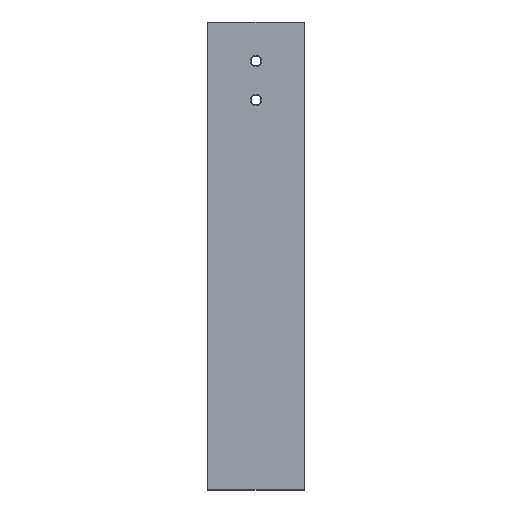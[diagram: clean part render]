
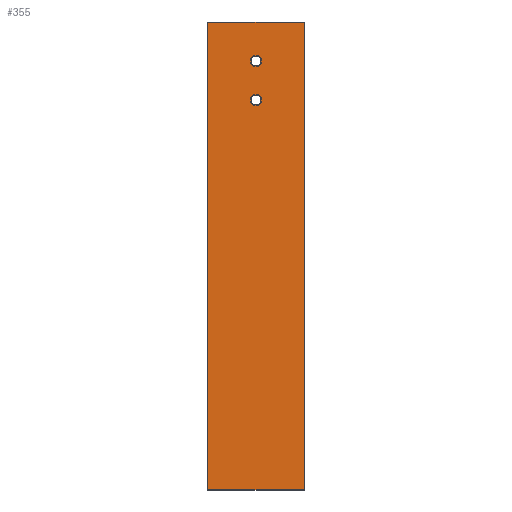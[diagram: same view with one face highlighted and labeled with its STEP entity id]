
A CAD part, top view. The second image highlights one B-rep face of the part: STEP entity #355.
In plain terms, the highlighted planar face has unit normal (0, 0, 1).
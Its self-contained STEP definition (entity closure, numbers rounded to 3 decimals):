
#128=DIRECTION('',(-1.,0.,0.));
#129=VECTOR('',#128,24.7);
#130=CARTESIAN_POINT('',(12.35,0.,1.5));
#131=LINE('',#130,#129);
#135=DIRECTION('',(0.,1.,0.));
#136=VECTOR('',#135,120.);
#137=CARTESIAN_POINT('',(-12.35,0.,1.5));
#138=LINE('',#137,#136);
#142=DIRECTION('',(1.,0.,0.));
#143=VECTOR('',#142,24.7);
#144=CARTESIAN_POINT('',(-12.35,120.,1.5));
#145=LINE('',#144,#143);
#149=DIRECTION('',(0.,-1.,0.));
#150=VECTOR('',#149,120.);
#151=CARTESIAN_POINT('',(12.35,120.,1.5));
#152=LINE('',#151,#150);
#156=CARTESIAN_POINT('',(0.,110.,1.5));
#157=DIRECTION('',(0.,0.,1.));
#158=DIRECTION('',(-1.,0.,0.));
#159=AXIS2_PLACEMENT_3D('',#156,#157,#158);
#164=CARTESIAN_POINT('',(0.,110.,1.5));
#165=DIRECTION('',(0.,0.,1.));
#166=DIRECTION('',(1.,0.,0.));
#167=AXIS2_PLACEMENT_3D('',#164,#165,#166);
#172=CARTESIAN_POINT('',(0.,100.,1.5));
#173=DIRECTION('',(0.,0.,1.));
#174=DIRECTION('',(-1.,0.,0.));
#175=AXIS2_PLACEMENT_3D('',#172,#173,#174);
#180=CARTESIAN_POINT('',(0.,100.,1.5));
#181=DIRECTION('',(0.,0.,1.));
#182=DIRECTION('',(1.,0.,0.));
#183=AXIS2_PLACEMENT_3D('',#180,#181,#182);
#232=CARTESIAN_POINT('',(-12.35,0.,1.5));
#233=VERTEX_POINT('',#232);
#234=CARTESIAN_POINT('',(12.35,0.,1.5));
#235=VERTEX_POINT('',#234);
#236=CARTESIAN_POINT('',(-12.35,120.,1.5));
#237=VERTEX_POINT('',#236);
#238=CARTESIAN_POINT('',(12.35,120.,1.5));
#239=VERTEX_POINT('',#238);
#240=CARTESIAN_POINT('',(-1.25,110.,1.5));
#241=CARTESIAN_POINT('',(1.25,110.,1.5));
#242=VERTEX_POINT('',#240);
#243=VERTEX_POINT('',#241);
#244=CARTESIAN_POINT('',(-1.25,100.,1.5));
#245=CARTESIAN_POINT('',(1.25,100.,1.5));
#246=VERTEX_POINT('',#244);
#247=VERTEX_POINT('',#245);
#332=CARTESIAN_POINT('',(0.,0.,1.5));
#333=DIRECTION('',(0.,0.,1.));
#334=DIRECTION('',(1.,0.,0.));
#335=AXIS2_PLACEMENT_3D('',#332,#333,#334);
#336=PLANE('',#335);
#337=ORIENTED_EDGE('',*,*,#284,.T.);
#338=ORIENTED_EDGE('',*,*,#299,.T.);
#339=ORIENTED_EDGE('',*,*,#313,.T.);
#340=ORIENTED_EDGE('',*,*,#326,.T.);
#341=EDGE_LOOP('',(#337,#338,#339,#340));
#342=FACE_OUTER_BOUND('',#341,.F.);
#344=ORIENTED_EDGE('',*,*,#343,.T.);
#346=ORIENTED_EDGE('',*,*,#345,.T.);
#347=EDGE_LOOP('',(#344,#346));
#348=FACE_BOUND('',#347,.F.);
#350=ORIENTED_EDGE('',*,*,#349,.T.);
#352=ORIENTED_EDGE('',*,*,#351,.T.);
#353=EDGE_LOOP('',(#350,#352));
#354=FACE_BOUND('',#353,.F.);
#355=ADVANCED_FACE('',(#342,#348,#354),#336,.T.);
#160=CIRCLE('',#159,1.25);
#168=CIRCLE('',#167,1.25);
#176=CIRCLE('',#175,1.25);
#184=CIRCLE('',#183,1.25);
#284=EDGE_CURVE('',#235,#233,#131,.T.);
#299=EDGE_CURVE('',#233,#237,#138,.T.);
#313=EDGE_CURVE('',#237,#239,#145,.T.);
#326=EDGE_CURVE('',#239,#235,#152,.T.);
#343=EDGE_CURVE('',#242,#243,#160,.T.);
#345=EDGE_CURVE('',#243,#242,#168,.T.);
#349=EDGE_CURVE('',#246,#247,#176,.T.);
#351=EDGE_CURVE('',#247,#246,#184,.T.);
